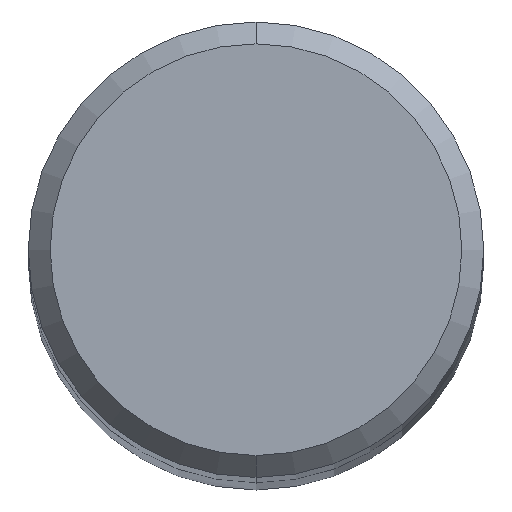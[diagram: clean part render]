
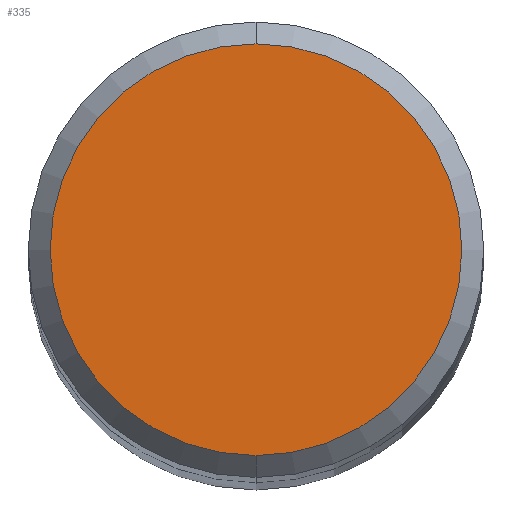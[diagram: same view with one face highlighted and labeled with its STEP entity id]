
A CAD part, top view. The second image highlights one B-rep face of the part: STEP entity #335.
In plain terms, the highlighted planar face has unit normal (0, 0, 1).
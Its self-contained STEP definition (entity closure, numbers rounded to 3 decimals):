
#159=EDGE_CURVE('',#277,#255,#419,.T.);
#255=VERTEX_POINT('',#527);
#277=VERTEX_POINT('',#550);
#335=ADVANCED_FACE('',(#612),#613,.T.);
#341=EDGE_CURVE('',#255,#277,#619,.T.);
#419=CIRCLE('',#696,5.65);
#527=CARTESIAN_POINT('',(0.0,5.65,78.0));
#550=CARTESIAN_POINT('',(0.,-5.65,78.0));
#612=FACE_OUTER_BOUND('',#1123,.T.);
#613=PLANE('',#1124);
#619=CIRCLE('',#1147,5.65);
#696=AXIS2_PLACEMENT_3D('',#1300,#1301,#1302);
#1123=EDGE_LOOP('',(#1492,#1493));
#1124=AXIS2_PLACEMENT_3D('',#1494,#1495,#1496);
#1147=AXIS2_PLACEMENT_3D('',#1497,#1498,#1499);
#1300=CARTESIAN_POINT('',(0.0,0.0,78.0));
#1301=DIRECTION('',(0.0,0.0,-1.0));
#1302=DIRECTION('',(0.0,1.0,0.0));
#1492=ORIENTED_EDGE('',*,*,#341,.F.);
#1493=ORIENTED_EDGE('',*,*,#159,.F.);
#1494=CARTESIAN_POINT('',(0.0,2.825,78.0));
#1495=DIRECTION('',(-0.0,0.0,1.0));
#1496=DIRECTION('',(0.0,-1.0,0.0));
#1497=CARTESIAN_POINT('',(0.0,0.0,78.0));
#1498=DIRECTION('',(0.0,0.0,-1.0));
#1499=DIRECTION('',(0.0,1.0,0.0));
